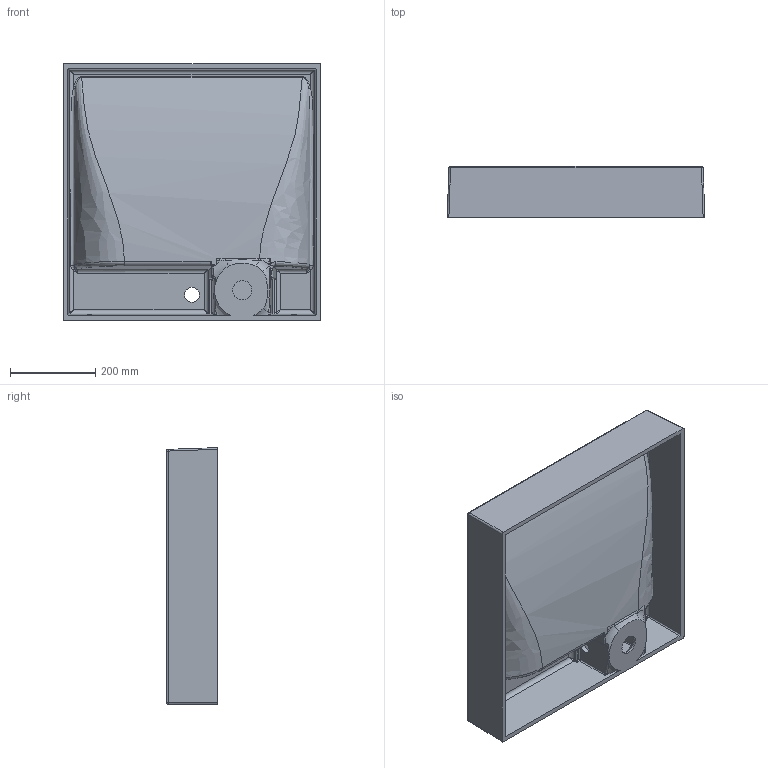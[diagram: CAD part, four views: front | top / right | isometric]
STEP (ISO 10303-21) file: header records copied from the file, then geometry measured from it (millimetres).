
FILE_DESCRIPTION (( 'STEP AP214' ), '1' );
FILE_NAME ('Tallinn.STEP', '2019-01-31T08:08:08', ( '' ), ( '' ), 'SwSTEP 2.0', 'SolidWorks 2018', '' );
FILE_SCHEMA (( 'AUTOMOTIVE_DESIGN' ));
Length unit declared in the file: millimetre
Products named in the file (5): 2; 1; Tallinn
Assembly tree (2 placements, depth 2):
  2
  1
  Tallinn
    1
    2
Bounding box: 604.38 x 120.01 x 602.19 mm (x, y, z)
Volume: 8405582.3 mm3; surface area: 1466910.4 mm2
Topology: 2 solids, 2 shells, 275 faces, 675 edges, 369 vertices
Faces by surface type: bspline 104, cylinder 92, plane 51, sphere 20, torus 6, cone 2
Entity records: 21222 total; most frequent: CARTESIAN_POINT 15810, ORIENTED_EDGE 1274, DIRECTION 897, EDGE_CURVE 637, VERTEX_POINT 368, AXIS2_PLACEMENT_3D 346, EDGE_LOOP 287, FACE_OUTER_BOUND 275
